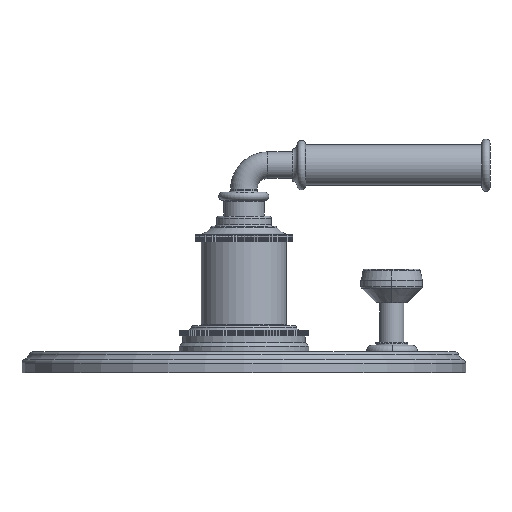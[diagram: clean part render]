
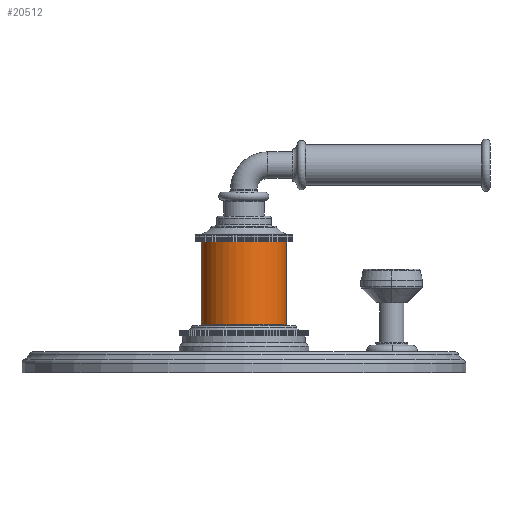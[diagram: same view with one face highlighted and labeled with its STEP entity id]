
A CAD part, left-side view. The second image highlights one B-rep face of the part: STEP entity #20512.
In plain terms, the highlighted cylindrical face has radius 15.875 mm (diameter 31.75 mm), a partial arc.
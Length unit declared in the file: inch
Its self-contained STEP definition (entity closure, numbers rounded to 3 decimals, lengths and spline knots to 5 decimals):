
#3475=DIRECTION('',(0.,0.,-1.));
#3476=VECTOR('',#3475,1.22);
#3477=CARTESIAN_POINT('',(0.,-0.625,1.523));
#3478=LINE('',#3477,#3476);
#3484=DIRECTION('',(0.,0.,-1.));
#3485=VECTOR('',#3484,1.22);
#3486=CARTESIAN_POINT('',(0.,0.625,1.523));
#3487=LINE('',#3486,#3485);
#3498=CARTESIAN_POINT('',(0.,0.,0.303));
#3499=DIRECTION('',(0.,0.,1.));
#3500=DIRECTION('',(0.,1.,0.));
#3501=AXIS2_PLACEMENT_3D('',#3498,#3499,#3500);
#3503=CARTESIAN_POINT('',(0.,0.,1.523));
#3504=DIRECTION('',(0.,0.,1.));
#3505=DIRECTION('',(0.,1.,0.));
#3506=AXIS2_PLACEMENT_3D('',#3503,#3504,#3505);
#14572=CARTESIAN_POINT('',(0.,0.625,1.523));
#14573=CARTESIAN_POINT('',(0.,-0.625,1.523));
#14574=VERTEX_POINT('',#14572);
#14575=VERTEX_POINT('',#14573);
#14588=CARTESIAN_POINT('',(0.,0.625,0.303));
#14589=CARTESIAN_POINT('',(0.,-0.625,0.303));
#14590=VERTEX_POINT('',#14588);
#14591=VERTEX_POINT('',#14589);
#20501=CARTESIAN_POINT('',(0.,0.,0.143));
#20502=DIRECTION('',(0.,0.,1.));
#20503=DIRECTION('',(0.,-1.,0.));
#20504=AXIS2_PLACEMENT_3D('',#20501,#20502,#20503);
#20505=CYLINDRICAL_SURFACE('',#20504,0.625);
#20506=ORIENTED_EDGE('',*,*,#20489,.F.);
#20507=ORIENTED_EDGE('',*,*,#20479,.F.);
#20508=ORIENTED_EDGE('',*,*,#19282,.T.);
#20509=ORIENTED_EDGE('',*,*,#20476,.T.);
#20510=EDGE_LOOP('',(#20506,#20507,#20508,#20509));
#20511=FACE_OUTER_BOUND('',#20510,.F.);
#20512=ADVANCED_FACE('',(#20511),#20505,.T.);
#3502=CIRCLE('',#3501,0.625);
#3507=CIRCLE('',#3506,0.625);
#19282=EDGE_CURVE('',#14574,#14575,#3507,.T.);
#20476=EDGE_CURVE('',#14575,#14591,#3478,.T.);
#20479=EDGE_CURVE('',#14574,#14590,#3487,.T.);
#20489=EDGE_CURVE('',#14590,#14591,#3502,.T.);
